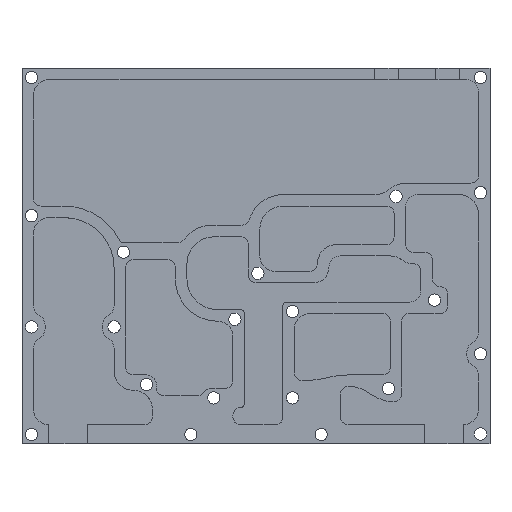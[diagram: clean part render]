
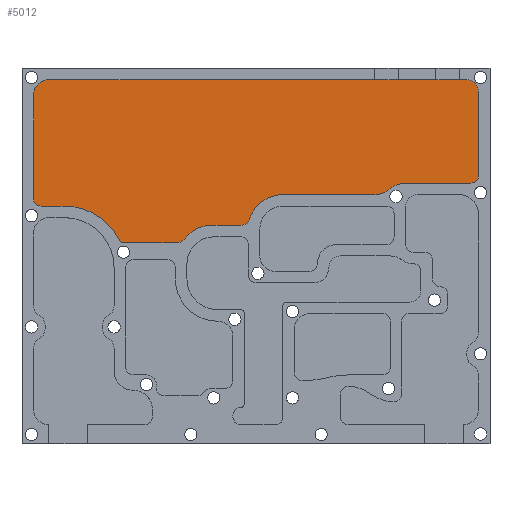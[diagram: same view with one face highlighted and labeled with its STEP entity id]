
A CAD part, top view. The second image highlights one B-rep face of the part: STEP entity #5012.
In plain terms, the highlighted planar face has unit normal (0, 0, 1).
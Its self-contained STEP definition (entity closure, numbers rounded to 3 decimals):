
#142=PLANE('',#5450);
#337=FACE_OUTER_BOUND('',#634,.T.);
#634=EDGE_LOOP('',(#3967,#3968,#3969,#3970,#3971,#3972,#3973,#3974,#3975,
#3976,#3977,#3978,#3979,#3980,#3981,#3982,#3983,#3984,#3985,#3986,#3987,
#3988,#3989,#3990,#3991,#3992,#3993));
#1073=LINE('',#8123,#1567);
#1074=LINE('',#8127,#1568);
#1075=LINE('',#8131,#1569);
#1076=LINE('',#8133,#1570);
#1077=LINE('',#8137,#1571);
#1078=LINE('',#8141,#1572);
#1079=LINE('',#8143,#1573);
#1080=LINE('',#8147,#1574);
#1081=LINE('',#8151,#1575);
#1082=LINE('',#8153,#1576);
#1083=LINE('',#8157,#1577);
#1084=LINE('',#8161,#1578);
#1085=LINE('',#8165,#1579);
#1086=LINE('',#8169,#1580);
#1087=LINE('',#8173,#1581);
#1567=VECTOR('',#6518,10.);
#1568=VECTOR('',#6521,10.);
#1569=VECTOR('',#6524,10.);
#1570=VECTOR('',#6525,10.);
#1571=VECTOR('',#6528,10.);
#1572=VECTOR('',#6531,10.);
#1573=VECTOR('',#6532,10.);
#1574=VECTOR('',#6535,10.);
#1575=VECTOR('',#6538,10.);
#1576=VECTOR('',#6539,10.);
#1577=VECTOR('',#6542,10.);
#1578=VECTOR('',#6545,10.);
#1579=VECTOR('',#6548,10.);
#1580=VECTOR('',#6551,10.);
#1581=VECTOR('',#6554,10.);
#1950=CIRCLE('',#5451,4.);
#1951=CIRCLE('',#5452,2.);
#1952=CIRCLE('',#5453,16.019);
#1953=CIRCLE('',#5454,1.359);
#1954=CIRCLE('',#5455,2.396);
#1955=CIRCLE('',#5456,8.673);
#1956=CIRCLE('',#5457,2.5);
#1957=CIRCLE('',#5458,9.065);
#1958=CIRCLE('',#5459,6.083);
#1959=CIRCLE('',#5460,6.083);
#1960=CIRCLE('',#5461,2.);
#1961=CIRCLE('',#5462,3.);
#2364=VERTEX_POINT('',#8121);
#2365=VERTEX_POINT('',#8122);
#2366=VERTEX_POINT('',#8124);
#2367=VERTEX_POINT('',#8126);
#2368=VERTEX_POINT('',#8128);
#2369=VERTEX_POINT('',#8130);
#2370=VERTEX_POINT('',#8132);
#2371=VERTEX_POINT('',#8134);
#2372=VERTEX_POINT('',#8136);
#2373=VERTEX_POINT('',#8138);
#2374=VERTEX_POINT('',#8140);
#2375=VERTEX_POINT('',#8142);
#2376=VERTEX_POINT('',#8144);
#2377=VERTEX_POINT('',#8146);
#2378=VERTEX_POINT('',#8148);
#2379=VERTEX_POINT('',#8150);
#2380=VERTEX_POINT('',#8152);
#2381=VERTEX_POINT('',#8154);
#2382=VERTEX_POINT('',#8156);
#2383=VERTEX_POINT('',#8158);
#2384=VERTEX_POINT('',#8160);
#2385=VERTEX_POINT('',#8162);
#2386=VERTEX_POINT('',#8164);
#2387=VERTEX_POINT('',#8166);
#2388=VERTEX_POINT('',#8168);
#2389=VERTEX_POINT('',#8170);
#2390=VERTEX_POINT('',#8172);
#2967=EDGE_CURVE('',#2364,#2365,#1073,.T.);
#2968=EDGE_CURVE('',#2365,#2366,#1950,.T.);
#2969=EDGE_CURVE('',#2366,#2367,#1074,.T.);
#2970=EDGE_CURVE('',#2367,#2368,#1951,.T.);
#2971=EDGE_CURVE('',#2368,#2369,#1075,.T.);
#2972=EDGE_CURVE('',#2369,#2370,#1076,.T.);
#2973=EDGE_CURVE('',#2370,#2371,#1952,.T.);
#2974=EDGE_CURVE('',#2371,#2372,#1077,.T.);
#2975=EDGE_CURVE('',#2372,#2373,#1953,.T.);
#2976=EDGE_CURVE('',#2373,#2374,#1078,.T.);
#2977=EDGE_CURVE('',#2374,#2375,#1079,.T.);
#2978=EDGE_CURVE('',#2375,#2376,#1954,.T.);
#2979=EDGE_CURVE('',#2376,#2377,#1080,.T.);
#2980=EDGE_CURVE('',#2377,#2378,#1955,.T.);
#2981=EDGE_CURVE('',#2378,#2379,#1081,.T.);
#2982=EDGE_CURVE('',#2379,#2380,#1082,.T.);
#2983=EDGE_CURVE('',#2380,#2381,#1956,.T.);
#2984=EDGE_CURVE('',#2381,#2382,#1083,.T.);
#2985=EDGE_CURVE('',#2382,#2383,#1957,.T.);
#2986=EDGE_CURVE('',#2383,#2384,#1084,.T.);
#2987=EDGE_CURVE('',#2384,#2385,#1958,.T.);
#2988=EDGE_CURVE('',#2385,#2386,#1085,.T.);
#2989=EDGE_CURVE('',#2386,#2387,#1959,.T.);
#2990=EDGE_CURVE('',#2387,#2388,#1086,.T.);
#2991=EDGE_CURVE('',#2388,#2389,#1960,.T.);
#2992=EDGE_CURVE('',#2389,#2390,#1087,.T.);
#2993=EDGE_CURVE('',#2364,#2390,#1961,.T.);
#3967=ORIENTED_EDGE('',*,*,#2967,.T.);
#3968=ORIENTED_EDGE('',*,*,#2968,.T.);
#3969=ORIENTED_EDGE('',*,*,#2969,.T.);
#3970=ORIENTED_EDGE('',*,*,#2970,.T.);
#3971=ORIENTED_EDGE('',*,*,#2971,.T.);
#3972=ORIENTED_EDGE('',*,*,#2972,.T.);
#3973=ORIENTED_EDGE('',*,*,#2973,.T.);
#3974=ORIENTED_EDGE('',*,*,#2974,.T.);
#3975=ORIENTED_EDGE('',*,*,#2975,.T.);
#3976=ORIENTED_EDGE('',*,*,#2976,.T.);
#3977=ORIENTED_EDGE('',*,*,#2977,.T.);
#3978=ORIENTED_EDGE('',*,*,#2978,.T.);
#3979=ORIENTED_EDGE('',*,*,#2979,.T.);
#3980=ORIENTED_EDGE('',*,*,#2980,.T.);
#3981=ORIENTED_EDGE('',*,*,#2981,.T.);
#3982=ORIENTED_EDGE('',*,*,#2982,.T.);
#3983=ORIENTED_EDGE('',*,*,#2983,.T.);
#3984=ORIENTED_EDGE('',*,*,#2984,.T.);
#3985=ORIENTED_EDGE('',*,*,#2985,.T.);
#3986=ORIENTED_EDGE('',*,*,#2986,.T.);
#3987=ORIENTED_EDGE('',*,*,#2987,.T.);
#3988=ORIENTED_EDGE('',*,*,#2988,.T.);
#3989=ORIENTED_EDGE('',*,*,#2989,.T.);
#3990=ORIENTED_EDGE('',*,*,#2990,.T.);
#3991=ORIENTED_EDGE('',*,*,#2991,.T.);
#3992=ORIENTED_EDGE('',*,*,#2992,.T.);
#3993=ORIENTED_EDGE('',*,*,#2993,.F.);
#5012=ADVANCED_FACE('',(#337),#142,.F.);
#5450=AXIS2_PLACEMENT_3D('',#8120,#6516,#6517);
#5451=AXIS2_PLACEMENT_3D('',#8125,#6519,#6520);
#5452=AXIS2_PLACEMENT_3D('',#8129,#6522,#6523);
#5453=AXIS2_PLACEMENT_3D('',#8135,#6526,#6527);
#5454=AXIS2_PLACEMENT_3D('',#8139,#6529,#6530);
#5455=AXIS2_PLACEMENT_3D('',#8145,#6533,#6534);
#5456=AXIS2_PLACEMENT_3D('',#8149,#6536,#6537);
#5457=AXIS2_PLACEMENT_3D('',#8155,#6540,#6541);
#5458=AXIS2_PLACEMENT_3D('',#8159,#6543,#6544);
#5459=AXIS2_PLACEMENT_3D('',#8163,#6546,#6547);
#5460=AXIS2_PLACEMENT_3D('',#8167,#6549,#6550);
#5461=AXIS2_PLACEMENT_3D('',#8171,#6552,#6553);
#5462=AXIS2_PLACEMENT_3D('',#8174,#6555,#6556);
#6516=DIRECTION('center_axis',(0.,0.,-1.));
#6517=DIRECTION('ref_axis',(1.,0.,0.));
#6518=DIRECTION('',(-1.,0.,0.));
#6519=DIRECTION('center_axis',(0.,0.,1.));
#6520=DIRECTION('ref_axis',(0.,1.,0.));
#6521=DIRECTION('',(0.,-1.,0.));
#6522=DIRECTION('center_axis',(0.,0.,1.));
#6523=DIRECTION('ref_axis',(-1.,0.,0.));
#6524=DIRECTION('',(1.,0.,0.));
#6525=DIRECTION('',(1.,0.001,0.));
#6526=DIRECTION('center_axis',(0.,0.,-1.));
#6527=DIRECTION('ref_axis',(0.893,0.451,0.));
#6528=DIRECTION('',(0.477,-0.879,0.));
#6529=DIRECTION('center_axis',(0.,0.,1.));
#6530=DIRECTION('ref_axis',(-0.875,-0.485,0.));
#6531=DIRECTION('',(1.,-0.002,0.));
#6532=DIRECTION('',(1.,0.,0.));
#6533=DIRECTION('center_axis',(0.,0.,1.));
#6534=DIRECTION('ref_axis',(-0.022,-1.,0.));
#6535=DIRECTION('',(0.566,0.824,0.));
#6536=DIRECTION('center_axis',(0.,0.,-1.));
#6537=DIRECTION('ref_axis',(0.07,0.998,0.));
#6538=DIRECTION('',(0.999,-0.033,0.));
#6539=DIRECTION('',(1.,0.,0.));
#6540=DIRECTION('center_axis',(0.,0.,1.));
#6541=DIRECTION('ref_axis',(0.,-1.,0.));
#6542=DIRECTION('',(0.303,0.953,0.));
#6543=DIRECTION('center_axis',(0.,0.,-1.));
#6544=DIRECTION('ref_axis',(0.,1.,0.));
#6545=DIRECTION('',(1.,0.,0.));
#6546=DIRECTION('center_axis',(0.,0.,1.));
#6547=DIRECTION('ref_axis',(0.,-1.,0.));
#6548=DIRECTION('',(0.757,0.653,0.));
#6549=DIRECTION('center_axis',(0.,0.,-1.));
#6550=DIRECTION('ref_axis',(0.,1.,0.));
#6551=DIRECTION('',(1.,0.,0.));
#6552=DIRECTION('center_axis',(0.,0.,1.));
#6553=DIRECTION('ref_axis',(0.,-1.,0.));
#6554=DIRECTION('',(0.,1.,0.));
#6555=DIRECTION('center_axis',(0.,0.,-1.));
#6556=DIRECTION('ref_axis',(0.707,0.707,0.));
#8120=CARTESIAN_POINT('Origin',(61.,48.,-2.));
#8121=CARTESIAN_POINT('',(116.,93.,-2.));
#8122=CARTESIAN_POINT('',(7.,93.,-2.));
#8123=CARTESIAN_POINT('',(88.5,93.,-2.));
#8124=CARTESIAN_POINT('',(3.,89.,-2.));
#8125=CARTESIAN_POINT('Origin',(7.,89.,-2.));
#8126=CARTESIAN_POINT('',(3.,62.,-2.));
#8127=CARTESIAN_POINT('',(3.,62.,-2.));
#8128=CARTESIAN_POINT('',(5.,60.,-2.));
#8129=CARTESIAN_POINT('Origin',(5.,62.,-2.));
#8130=CARTESIAN_POINT('',(10.971,60.,-2.));
#8131=CARTESIAN_POINT('',(11.,60.,-2.));
#8132=CARTESIAN_POINT('',(11.041,60.,-2.));
#8133=CARTESIAN_POINT('',(11.041,60.,-2.));
#8134=CARTESIAN_POINT('',(25.295,51.211,-2.));
#8135=CARTESIAN_POINT('Origin',(11.,43.981,-2.));
#8136=CARTESIAN_POINT('',(25.312,51.18,-2.));
#8137=CARTESIAN_POINT('',(25.295,51.211,-2.));
#8138=CARTESIAN_POINT('',(26.469,50.5,-2.));
#8139=CARTESIAN_POINT('Origin',(26.489,51.859,-2.));
#8140=CARTESIAN_POINT('',(26.54,50.5,-2.));
#8141=CARTESIAN_POINT('',(26.469,50.5,-2.));
#8142=CARTESIAN_POINT('',(40.425,50.5,-2.));
#8143=CARTESIAN_POINT('',(26.5,50.5,-2.));
#8144=CARTESIAN_POINT('',(42.496,51.604,-2.));
#8145=CARTESIAN_POINT('Origin',(40.478,52.895,-2.));
#8146=CARTESIAN_POINT('',(42.55,51.682,-2.));
#8147=CARTESIAN_POINT('',(42.496,51.604,-2.));
#8148=CARTESIAN_POINT('',(49.971,55.002,-2.));
#8149=CARTESIAN_POINT('Origin',(49.389,46.348,-2.));
#8150=CARTESIAN_POINT('',(50.03,55.,-2.));
#8151=CARTESIAN_POINT('',(49.971,55.002,-2.));
#8152=CARTESIAN_POINT('',(57.,55.,-2.));
#8153=CARTESIAN_POINT('',(50.,55.,-2.));
#8154=CARTESIAN_POINT('',(59.39,56.767,-2.));
#8155=CARTESIAN_POINT('Origin',(57.,57.5,-2.));
#8156=CARTESIAN_POINT('',(59.412,56.837,-2.));
#8157=CARTESIAN_POINT('',(59.39,56.767,-2.));
#8158=CARTESIAN_POINT('',(68.,63.,-2.));
#8159=CARTESIAN_POINT('Origin',(68.,53.936,-2.));
#8160=CARTESIAN_POINT('',(92.,63.,-2.));
#8161=CARTESIAN_POINT('',(92.,63.,-2.));
#8162=CARTESIAN_POINT('',(95.996,64.497,-2.));
#8163=CARTESIAN_POINT('Origin',(92.,69.083,-2.));
#8164=CARTESIAN_POINT('',(96.053,64.546,-2.));
#8165=CARTESIAN_POINT('',(95.952,64.459,-2.));
#8166=CARTESIAN_POINT('',(100.,66.,-2.));
#8167=CARTESIAN_POINT('Origin',(100.,59.917,-2.));
#8168=CARTESIAN_POINT('',(117.,66.,-2.));
#8169=CARTESIAN_POINT('',(117.,66.,-2.));
#8170=CARTESIAN_POINT('',(119.,68.,-2.));
#8171=CARTESIAN_POINT('Origin',(117.,68.,-2.));
#8172=CARTESIAN_POINT('',(119.,90.,-2.));
#8173=CARTESIAN_POINT('',(119.,89.8,-2.));
#8174=CARTESIAN_POINT('Origin',(116.,90.,-2.));
